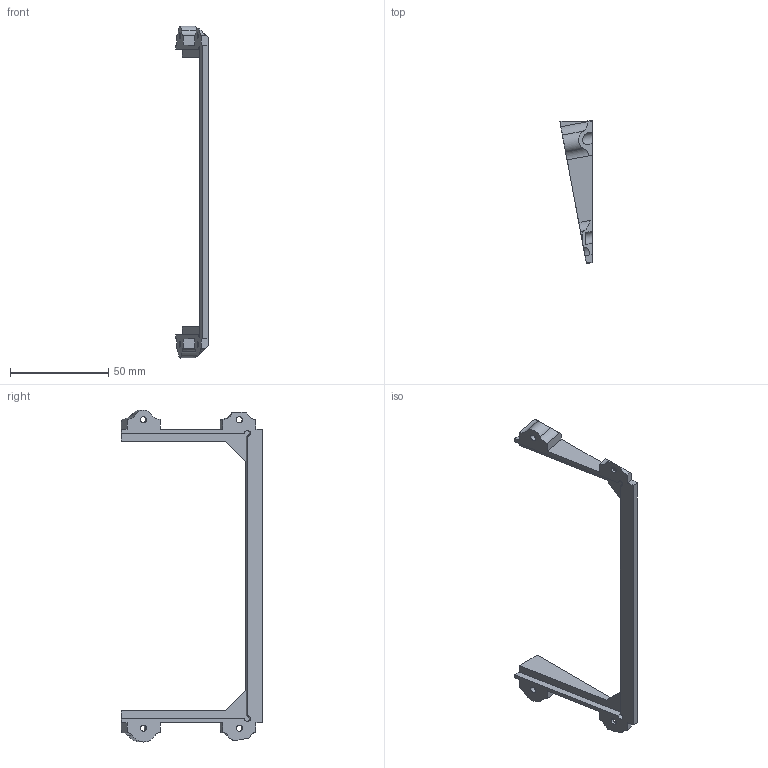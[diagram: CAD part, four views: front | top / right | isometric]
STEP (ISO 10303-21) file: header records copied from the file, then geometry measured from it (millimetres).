
FILE_DESCRIPTION(/* description */ (''),/* implementation_level */ '2;1');
FILE_NAME(/* name */ 'CW1-DISPLAY_FRAME.step',/* time_stamp */ '2019-08-13T12:51:34+02:00',/* author */ (''),/* organization */ (''),/* preprocessor_version */ 'ST-DEVELOPER v18',/* originating_system */ 'Autodesk Translation Framework v8.2.0.1029',/* authorisation */ '');
FILE_SCHEMA (('AUTOMOTIVE_DESIGN { 1 0 10303 214 3 1 1 }'));
Length unit declared in the file: millimetre
Products named in the file (2): display frame; orig
Assembly tree (1 placements, depth 2):
  display frame
    orig
Bounding box: 16.36 x 71.9 x 168.61 mm (x, y, z)
Volume: 14467.4 mm3; surface area: 10013.7 mm2
Topology: 1 solids, 1 shells, 166 faces, 492 edges, 328 vertices
Faces by surface type: plane 106, bspline 36, cylinder 24
Full cylindrical faces by diameter (mm): 3.15 x1, 3.2 x3, 6 x2
Entity records: 5932 total; most frequent: CARTESIAN_POINT 1565, ORIENTED_EDGE 984, DIRECTION 786, EDGE_CURVE 492, LINE 332, VECTOR 332, VERTEX_POINT 328, AXIS2_PLACEMENT_3D 227
